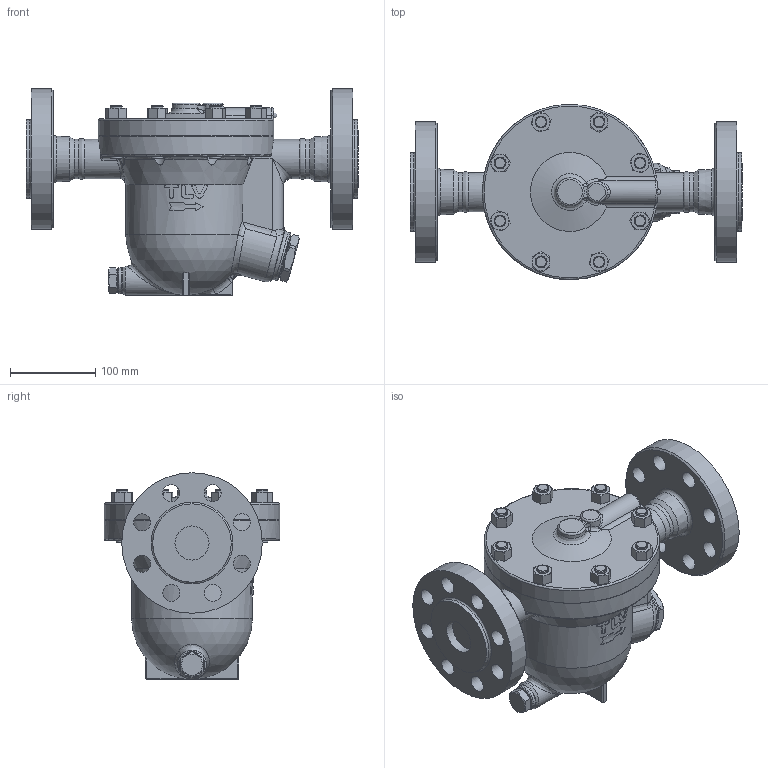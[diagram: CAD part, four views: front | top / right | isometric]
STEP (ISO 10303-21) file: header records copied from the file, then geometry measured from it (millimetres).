
FILE_DESCRIPTION((''),'2;1');
FILE_NAME('j7rlx-050-a0600-00.stp','2010-07-27T15:00:20',('nakaot'),(''),'Autodesk Inventor 2008','Autodesk Inventor 2008','');
FILE_SCHEMA(('AUTOMOTIVE_DESIGN { 1 0 10303 214 1 1 1 1 }'));
Length unit declared in the file: millimetre
Products named in the file (1): j7rlx-050-a0600-00
Bounding box: 390 x 206 x 242.5 mm (x, y, z)
Volume: 5536129.3 mm3; surface area: 370032.2 mm2
Topology: 1 solids, 1 shells, 430 faces, 1036 edges, 648 vertices
Faces by surface type: plane 142, cylinder 101, bspline 95, cone 79, torus 10, sphere 3
Full cylindrical faces by diameter (mm): 14 x24, 20 x8, 21 x1, 30 x1, 33 x1, 34 x1, 40 x1, 46 x3, 49.5 x1, 58 x1, 92.1 x1, 150 x1, 165 x1, 206 x2
Entity records: 20154 total; most frequent: CARTESIAN_POINT 11469, ORIENTED_EDGE 1802, DIRECTION 1605, EDGE_CURVE 901, AXIS2_PLACEMENT_3D 699, EDGE_LOOP 621, VERTEX_POINT 616, FACE_OUTER_BOUND 430
